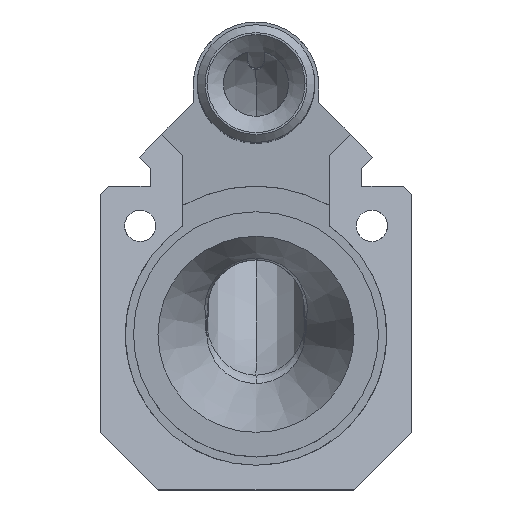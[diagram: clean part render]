
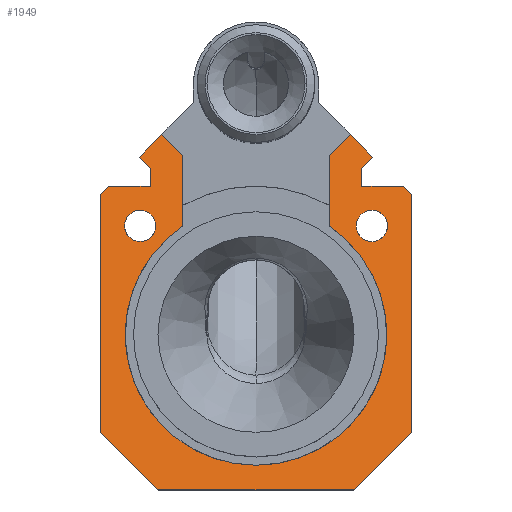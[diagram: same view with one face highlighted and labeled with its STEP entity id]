
A CAD part, top view. The second image highlights one B-rep face of the part: STEP entity #1949.
In plain terms, the highlighted planar face has unit normal (0, 0.259, 0.966).
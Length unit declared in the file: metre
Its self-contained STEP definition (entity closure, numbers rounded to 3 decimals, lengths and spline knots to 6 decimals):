
#35=ELLIPSE('',#2098,0.001578,0.001524);
#36=ELLIPSE('',#2099,0.001578,0.001524);
#37=ELLIPSE('',#2100,0.013148,0.0127);
#94=PLANE('',#2097);
#218=LINE('',#2890,#384);
#223=LINE('',#2907,#389);
#224=LINE('',#2909,#390);
#225=LINE('',#2911,#391);
#226=LINE('',#2913,#392);
#227=LINE('',#2915,#393);
#228=LINE('',#2917,#394);
#229=LINE('',#2919,#395);
#230=LINE('',#2921,#396);
#231=LINE('',#2923,#397);
#232=LINE('',#2924,#398);
#233=LINE('',#2926,#399);
#234=LINE('',#2928,#400);
#235=LINE('',#2930,#401);
#236=LINE('',#2932,#402);
#237=LINE('',#2934,#403);
#238=LINE('',#2936,#404);
#239=LINE('',#2938,#405);
#240=LINE('',#2940,#406);
#384=VECTOR('',#2314,1.);
#389=VECTOR('',#2327,1.);
#390=VECTOR('',#2328,1.);
#391=VECTOR('',#2329,1.);
#392=VECTOR('',#2330,1.);
#393=VECTOR('',#2331,1.);
#394=VECTOR('',#2332,1.);
#395=VECTOR('',#2333,1.);
#396=VECTOR('',#2334,1.);
#397=VECTOR('',#2335,1.);
#398=VECTOR('',#2336,1.);
#399=VECTOR('',#2337,1.);
#400=VECTOR('',#2338,1.);
#401=VECTOR('',#2339,1.);
#402=VECTOR('',#2340,1.);
#403=VECTOR('',#2341,1.);
#404=VECTOR('',#2342,1.);
#405=VECTOR('',#2343,1.);
#406=VECTOR('',#2344,1.);
#586=ORIENTED_EDGE('',*,*,#1150,.T.);
#587=ORIENTED_EDGE('',*,*,#1151,.F.);
#588=ORIENTED_EDGE('',*,*,#1152,.F.);
#589=ORIENTED_EDGE('',*,*,#1153,.F.);
#590=ORIENTED_EDGE('',*,*,#1154,.F.);
#591=ORIENTED_EDGE('',*,*,#1155,.F.);
#592=ORIENTED_EDGE('',*,*,#1156,.F.);
#593=ORIENTED_EDGE('',*,*,#1157,.F.);
#594=ORIENTED_EDGE('',*,*,#1158,.F.);
#595=ORIENTED_EDGE('',*,*,#1159,.F.);
#596=ORIENTED_EDGE('',*,*,#1160,.F.);
#597=ORIENTED_EDGE('',*,*,#1161,.T.);
#598=ORIENTED_EDGE('',*,*,#1145,.F.);
#599=ORIENTED_EDGE('',*,*,#1162,.F.);
#600=ORIENTED_EDGE('',*,*,#1163,.T.);
#601=ORIENTED_EDGE('',*,*,#1164,.T.);
#602=ORIENTED_EDGE('',*,*,#1165,.T.);
#603=ORIENTED_EDGE('',*,*,#1166,.T.);
#604=ORIENTED_EDGE('',*,*,#1167,.T.);
#605=ORIENTED_EDGE('',*,*,#1168,.T.);
#606=ORIENTED_EDGE('',*,*,#1169,.T.);
#607=ORIENTED_EDGE('',*,*,#1170,.T.);
#1145=EDGE_CURVE('',#1427,#1428,#218,.T.);
#1150=EDGE_CURVE('',#1431,#1431,#35,.T.);
#1151=EDGE_CURVE('',#1432,#1432,#36,.T.);
#1152=EDGE_CURVE('',#1433,#1434,#37,.T.);
#1153=EDGE_CURVE('',#1435,#1433,#223,.T.);
#1154=EDGE_CURVE('',#1436,#1435,#224,.T.);
#1155=EDGE_CURVE('',#1437,#1436,#225,.T.);
#1156=EDGE_CURVE('',#1438,#1437,#226,.T.);
#1157=EDGE_CURVE('',#1439,#1438,#227,.T.);
#1158=EDGE_CURVE('',#1440,#1439,#228,.T.);
#1159=EDGE_CURVE('',#1441,#1440,#229,.T.);
#1160=EDGE_CURVE('',#1442,#1441,#230,.T.);
#1161=EDGE_CURVE('',#1442,#1428,#231,.T.);
#1162=EDGE_CURVE('',#1443,#1427,#232,.T.);
#1163=EDGE_CURVE('',#1443,#1444,#233,.T.);
#1164=EDGE_CURVE('',#1444,#1445,#234,.T.);
#1165=EDGE_CURVE('',#1445,#1446,#235,.T.);
#1166=EDGE_CURVE('',#1446,#1447,#236,.T.);
#1167=EDGE_CURVE('',#1447,#1448,#237,.T.);
#1168=EDGE_CURVE('',#1448,#1449,#238,.T.);
#1169=EDGE_CURVE('',#1449,#1450,#239,.T.);
#1170=EDGE_CURVE('',#1450,#1434,#240,.T.);
#1427=VERTEX_POINT('',#2891);
#1428=VERTEX_POINT('',#2892);
#1431=VERTEX_POINT('',#2901);
#1432=VERTEX_POINT('',#2903);
#1433=VERTEX_POINT('',#2905);
#1434=VERTEX_POINT('',#2906);
#1435=VERTEX_POINT('',#2908);
#1436=VERTEX_POINT('',#2910);
#1437=VERTEX_POINT('',#2912);
#1438=VERTEX_POINT('',#2914);
#1439=VERTEX_POINT('',#2916);
#1440=VERTEX_POINT('',#2918);
#1441=VERTEX_POINT('',#2920);
#1442=VERTEX_POINT('',#2922);
#1443=VERTEX_POINT('',#2925);
#1444=VERTEX_POINT('',#2927);
#1445=VERTEX_POINT('',#2929);
#1446=VERTEX_POINT('',#2931);
#1447=VERTEX_POINT('',#2933);
#1448=VERTEX_POINT('',#2935);
#1449=VERTEX_POINT('',#2937);
#1450=VERTEX_POINT('',#2939);
#1629=EDGE_LOOP('',(#586));
#1630=EDGE_LOOP('',(#587));
#1631=EDGE_LOOP('',(#588,#589,#590,#591,#592,#593,#594,#595,#596,#597,#598,
#599,#600,#601,#602,#603,#604,#605,#606,#607));
#1783=FACE_BOUND('',#1629,.T.);
#1784=FACE_BOUND('',#1630,.T.);
#1785=FACE_BOUND('',#1631,.T.);
#1949=ADVANCED_FACE('',(#1783,#1784,#1785),#94,.F.);
#2097=AXIS2_PLACEMENT_3D('',#2899,#2319,#2320);
#2098=AXIS2_PLACEMENT_3D('',#2900,#2321,#2322);
#2099=AXIS2_PLACEMENT_3D('',#2902,#2323,#2324);
#2100=AXIS2_PLACEMENT_3D('',#2904,#2325,#2326);
#2314=DIRECTION('',(-1.,0.,0.));
#2319=DIRECTION('',(0.,-0.259,-0.966));
#2320=DIRECTION('',(1.,0.,0.));
#2321=DIRECTION('',(0.,-0.259,-0.966));
#2322=DIRECTION('',(0.,0.966,-0.259));
#2323=DIRECTION('',(0.,0.259,0.966));
#2324=DIRECTION('',(0.,0.966,-0.259));
#2325=DIRECTION('',(0.,0.259,0.966));
#2326=DIRECTION('',(0.,-0.966,0.259));
#2327=DIRECTION('',(0.,-0.966,0.259));
#2328=DIRECTION('',(0.695,-0.695,0.186));
#2329=DIRECTION('',(0.695,0.695,-0.186));
#2330=DIRECTION('',(-0.695,0.695,-0.186));
#2331=DIRECTION('',(0.,0.966,-0.259));
#2332=DIRECTION('',(1.,0.,0.));
#2333=DIRECTION('',(0.695,0.695,-0.186));
#2334=DIRECTION('',(0.,0.966,-0.259));
#2335=DIRECTION('',(0.695,-0.695,0.186));
#2336=DIRECTION('',(-0.695,-0.695,0.186));
#2337=DIRECTION('',(0.,0.966,-0.259));
#2338=DIRECTION('',(-0.695,0.695,-0.186));
#2339=DIRECTION('',(-1.,0.,0.));
#2340=DIRECTION('',(0.,0.966,-0.259));
#2341=DIRECTION('',(0.695,0.695,-0.186));
#2342=DIRECTION('',(-0.695,0.695,-0.186));
#2343=DIRECTION('',(-0.695,-0.695,0.186));
#2344=DIRECTION('',(0.,-0.966,0.259));
#2890=CARTESIAN_POINT('',(0.,-0.0151,-0.0127));
#2891=CARTESIAN_POINT('',(0.009525,-0.0151,-0.0127));
#2892=CARTESIAN_POINT('',(-0.009525,-0.0151,-0.0127));
#2899=CARTESIAN_POINT('',(-0.00755,0.002738,-0.01748));
#2900=CARTESIAN_POINT('',(-0.011261,0.010575,-0.01958));
#2901=CARTESIAN_POINT('',(-0.011261,0.012099,-0.019988));
#2902=CARTESIAN_POINT('',(0.011261,0.010575,-0.01958));
#2903=CARTESIAN_POINT('',(0.011261,0.012099,-0.019988));
#2904=CARTESIAN_POINT('',(0.,0.,-0.016746));
#2905=CARTESIAN_POINT('',(-0.007099,0.010531,-0.019568));
#2906=CARTESIAN_POINT('',(0.007099,0.010531,-0.019568));
#2907=CARTESIAN_POINT('',(-0.007099,0.006716,-0.018546));
#2908=CARTESIAN_POINT('',(-0.007099,0.017431,-0.021417));
#2909=CARTESIAN_POINT('',(-0.007446,0.017779,-0.02151));
#2910=CARTESIAN_POINT('',(-0.009143,0.019475,-0.021964));
#2911=CARTESIAN_POINT('',(-0.01476,0.013858,-0.020459));
#2912=CARTESIAN_POINT('',(-0.011366,0.017252,-0.021369));
#2913=CARTESIAN_POINT('',(-0.005614,0.011499,-0.019827));
#2914=CARTESIAN_POINT('',(-0.010296,0.016182,-0.021082));
#2915=CARTESIAN_POINT('',(-0.010296,0.007588,-0.018779));
#2916=CARTESIAN_POINT('',(-0.010296,0.014415,-0.020608));
#2917=CARTESIAN_POINT('',(0.0151,0.014415,-0.020608));
#2918=CARTESIAN_POINT('',(-0.014307,0.014415,-0.020608));
#2919=CARTESIAN_POINT('',(-0.016399,0.012322,-0.020048));
#2920=CARTESIAN_POINT('',(-0.0151,0.013621,-0.020396));
#2921=CARTESIAN_POINT('',(-0.0151,-0.006181,-0.01509));
#2922=CARTESIAN_POINT('',(-0.0151,-0.009525,-0.014194));
#2923=CARTESIAN_POINT('',(-0.016353,-0.008272,-0.01453));
#2924=CARTESIAN_POINT('',(0.016353,-0.008272,-0.01453));
#2925=CARTESIAN_POINT('',(0.0151,-0.009525,-0.014194));
#2926=CARTESIAN_POINT('',(0.0151,-0.006181,-0.01509));
#2927=CARTESIAN_POINT('',(0.0151,0.013621,-0.020396));
#2928=CARTESIAN_POINT('',(0.016399,0.012322,-0.020048));
#2929=CARTESIAN_POINT('',(0.014307,0.014415,-0.020608));
#2930=CARTESIAN_POINT('',(0.011325,0.014415,-0.020608));
#2931=CARTESIAN_POINT('',(0.010296,0.014415,-0.020608));
#2932=CARTESIAN_POINT('',(0.010296,0.007588,-0.018779));
#2933=CARTESIAN_POINT('',(0.010296,0.016182,-0.021082));
#2934=CARTESIAN_POINT('',(0.005614,0.011499,-0.019827));
#2935=CARTESIAN_POINT('',(0.011366,0.017252,-0.021369));
#2936=CARTESIAN_POINT('',(0.01476,0.013858,-0.020459));
#2937=CARTESIAN_POINT('',(0.009143,0.019475,-0.021964));
#2938=CARTESIAN_POINT('',(-0.007573,0.002759,-0.017485));
#2939=CARTESIAN_POINT('',(0.007099,0.017431,-0.021417));
#2940=CARTESIAN_POINT('',(0.007099,0.006716,-0.018546));
